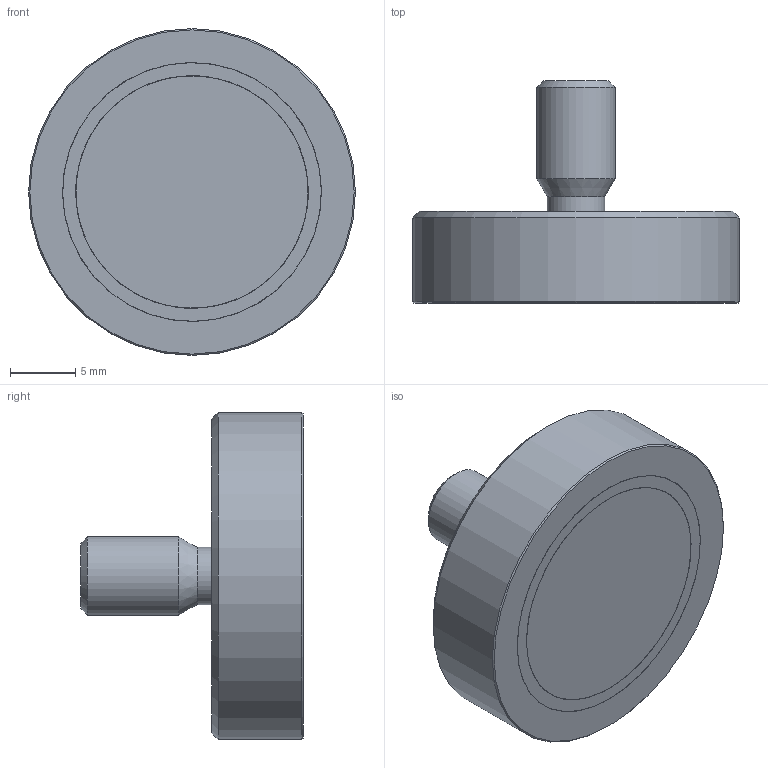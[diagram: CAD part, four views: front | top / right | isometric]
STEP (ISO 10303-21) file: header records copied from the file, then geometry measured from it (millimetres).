
FILE_DESCRIPTION(/* description */ (''),/* implementation_level */ '2;1');
FILE_NAME(/* name */ 'GM17626 -.stp',/* time_stamp */ '2019-10-02T11:15:43+02:00',/* author */ ('PV'),/* organization */ (''),/* preprocessor_version */ 'ST-DEVELOPER v17.2',/* originating_system */ 'Autodesk Inventor 2019',/* authorisation */ '');
FILE_SCHEMA (('AUTOMOTIVE_DESIGN { 1 0 10303 214 3 1 1 }'));
Length unit declared in the file: millimetre
Products named in the file (4): GM17626; E0119095; E0119097; E0119096
Assembly tree (3 placements, depth 2):
  GM17626
    E0119095
    E0119097
    E0119096
Bounding box: 25 x 17 x 25 mm (x, y, z)
Volume: 3682.5 mm3; surface area: 3018.3 mm2
Topology: 3 solids, 3 shells, 19 faces, 34 edges, 23 vertices
Faces by surface type: plane 8, cylinder 7, cone 4
Full cylindrical faces by diameter (mm): 4.4 x1, 6 x1, 17.8 x2, 19.8 x2, 25 x1
Entity records: 647 total; most frequent: DIRECTION 109, CARTESIAN_POINT 83, ORIENTED_EDGE 68, AXIS2_PLACEMENT_3D 49, EDGE_CURVE 34, EDGE_LOOP 23, CIRCLE 23, VERTEX_POINT 23
